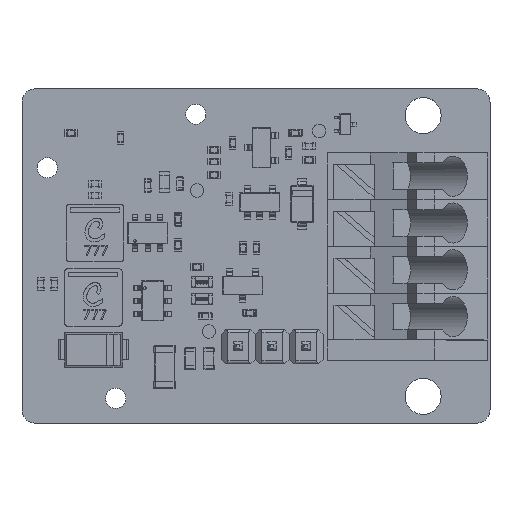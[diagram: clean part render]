
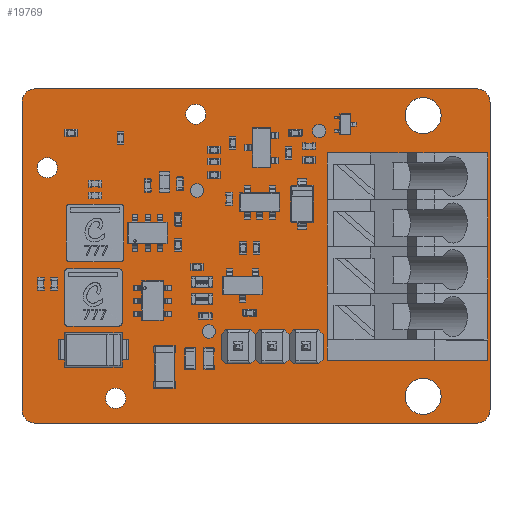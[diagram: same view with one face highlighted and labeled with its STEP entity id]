
A CAD part, top view. The second image highlights one B-rep face of the part: STEP entity #19769.
In plain terms, the highlighted planar face has unit normal (0, 0, 1).
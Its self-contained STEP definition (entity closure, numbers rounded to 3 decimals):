
#13723=FACE_OUTER_BOUND($,#15982,.F.);
#13733=FACE_OUTER_BOUND($,#15992,.T.);
#13737=FACE_OUTER_BOUND($,#15996,.T.);
#13741=FACE_OUTER_BOUND($,#16000,.T.);
#13745=FACE_OUTER_BOUND($,#16004,.T.);
#13749=FACE_OUTER_BOUND($,#16008,.T.);
#13753=FACE_OUTER_BOUND($,#16012,.T.);
#13757=FACE_OUTER_BOUND($,#16016,.T.);
#13761=FACE_OUTER_BOUND($,#16020,.T.);
#13765=FACE_OUTER_BOUND($,#16024,.T.);
#13769=FACE_OUTER_BOUND($,#16028,.T.);
#13773=FACE_OUTER_BOUND($,#16032,.T.);
#13777=FACE_OUTER_BOUND($,#16036,.T.);
#15982=EDGE_LOOP($,(#35186,#35187,#35188,#35189,#35190,#35191,#35192,#35193));
#15992=EDGE_LOOP($,(#35234,#35235));
#15996=EDGE_LOOP($,(#35246,#35247));
#16000=EDGE_LOOP($,(#35258,#35259));
#16004=EDGE_LOOP($,(#35270,#35271));
#16008=EDGE_LOOP($,(#35282,#35283));
#16012=EDGE_LOOP($,(#35294,#35295));
#16016=EDGE_LOOP($,(#35306,#35307));
#16020=EDGE_LOOP($,(#35318,#35319));
#16024=EDGE_LOOP($,(#35330,#35331));
#16028=EDGE_LOOP($,(#35342,#35343));
#16032=EDGE_LOOP($,(#35354,#35355));
#16036=EDGE_LOOP($,(#35366,#35367));
#18284=PLANE($,#31821);
#19769=ADVANCED_FACE($,(#13723,#13733,#13737,#13741,#13745,#13749,#13753,
#13757,#13761,#13765,#13769,#13773,#13777),#18284,.T.);
#22001=VECTOR($,#56474,23.);
#22002=VECTOR($,#56475,33.);
#22003=VECTOR($,#56476,23.);
#22004=VECTOR($,#56477,33.);
#26360=LINE($,#67263,#22001);
#26361=LINE($,#67265,#22002);
#26362=LINE($,#67267,#22003);
#26363=LINE($,#67269,#22004);
#30719=CIRCLE($,#31817,1.);
#30720=CIRCLE($,#31818,1.);
#30721=CIRCLE($,#31819,1.);
#30722=CIRCLE($,#31820,1.);
#30727=CIRCLE($,#31835,0.457);
#30728=CIRCLE($,#31836,0.457);
#30731=CIRCLE($,#31841,0.457);
#30732=CIRCLE($,#31842,0.457);
#30735=CIRCLE($,#31847,0.457);
#30736=CIRCLE($,#31848,0.457);
#30739=CIRCLE($,#31853,0.75);
#30740=CIRCLE($,#31854,0.75);
#30743=CIRCLE($,#31859,0.75);
#30744=CIRCLE($,#31860,0.75);
#30747=CIRCLE($,#31865,0.75);
#30748=CIRCLE($,#31866,0.75);
#30751=CIRCLE($,#31871,1.346);
#30752=CIRCLE($,#31872,1.346);
#30755=CIRCLE($,#31877,1.346);
#30756=CIRCLE($,#31878,1.346);
#30759=CIRCLE($,#31883,0.6);
#30760=CIRCLE($,#31884,0.6);
#30763=CIRCLE($,#31889,0.6);
#30764=CIRCLE($,#31890,0.6);
#30767=CIRCLE($,#31895,0.6);
#30768=CIRCLE($,#31896,0.6);
#30771=CIRCLE($,#31901,0.6);
#30772=CIRCLE($,#31902,0.6);
#31817=AXIS2_PLACEMENT_3D($,#67271,#56471,$);
#31818=AXIS2_PLACEMENT_3D($,#67272,#56471,$);
#31819=AXIS2_PLACEMENT_3D($,#67273,#56471,$);
#31820=AXIS2_PLACEMENT_3D($,#67274,#56471,$);
#31821=AXIS2_PLACEMENT_3D($,#67263,#56471,$);
#31835=AXIS2_PLACEMENT_3D($,#67295,#56471,$);
#31836=AXIS2_PLACEMENT_3D($,#67296,#56471,$);
#31841=AXIS2_PLACEMENT_3D($,#67307,#56471,$);
#31842=AXIS2_PLACEMENT_3D($,#67308,#56471,$);
#31847=AXIS2_PLACEMENT_3D($,#67319,#56471,$);
#31848=AXIS2_PLACEMENT_3D($,#67320,#56471,$);
#31853=AXIS2_PLACEMENT_3D($,#67331,#56471,$);
#31854=AXIS2_PLACEMENT_3D($,#67332,#56471,$);
#31859=AXIS2_PLACEMENT_3D($,#67343,#56471,$);
#31860=AXIS2_PLACEMENT_3D($,#67344,#56471,$);
#31865=AXIS2_PLACEMENT_3D($,#67355,#56471,$);
#31866=AXIS2_PLACEMENT_3D($,#67356,#56471,$);
#31871=AXIS2_PLACEMENT_3D($,#67367,#56471,$);
#31872=AXIS2_PLACEMENT_3D($,#67368,#56471,$);
#31877=AXIS2_PLACEMENT_3D($,#67379,#56471,$);
#31878=AXIS2_PLACEMENT_3D($,#67380,#56471,$);
#31883=AXIS2_PLACEMENT_3D($,#67391,#56471,$);
#31884=AXIS2_PLACEMENT_3D($,#67392,#56471,$);
#31889=AXIS2_PLACEMENT_3D($,#67403,#56471,$);
#31890=AXIS2_PLACEMENT_3D($,#67404,#56471,$);
#31895=AXIS2_PLACEMENT_3D($,#67415,#56471,$);
#31896=AXIS2_PLACEMENT_3D($,#67416,#56471,$);
#31901=AXIS2_PLACEMENT_3D($,#67427,#56471,$);
#31902=AXIS2_PLACEMENT_3D($,#67428,#56471,$);
#35186=ORIENTED_EDGE($,*,*,#46730,.T.);
#35187=ORIENTED_EDGE($,*,*,#46731,.T.);
#35188=ORIENTED_EDGE($,*,*,#46732,.T.);
#35189=ORIENTED_EDGE($,*,*,#46733,.T.);
#35190=ORIENTED_EDGE($,*,*,#46734,.T.);
#35191=ORIENTED_EDGE($,*,*,#46735,.T.);
#35192=ORIENTED_EDGE($,*,*,#46736,.T.);
#35193=ORIENTED_EDGE($,*,*,#46737,.T.);
#35234=ORIENTED_EDGE($,*,*,#46755,.T.);
#35235=ORIENTED_EDGE($,*,*,#46756,.T.);
#35246=ORIENTED_EDGE($,*,*,#46762,.T.);
#35247=ORIENTED_EDGE($,*,*,#46763,.T.);
#35258=ORIENTED_EDGE($,*,*,#46769,.T.);
#35259=ORIENTED_EDGE($,*,*,#46770,.T.);
#35270=ORIENTED_EDGE($,*,*,#46776,.T.);
#35271=ORIENTED_EDGE($,*,*,#46777,.T.);
#35282=ORIENTED_EDGE($,*,*,#46783,.T.);
#35283=ORIENTED_EDGE($,*,*,#46784,.T.);
#35294=ORIENTED_EDGE($,*,*,#46790,.T.);
#35295=ORIENTED_EDGE($,*,*,#46791,.T.);
#35306=ORIENTED_EDGE($,*,*,#46797,.T.);
#35307=ORIENTED_EDGE($,*,*,#46798,.T.);
#35318=ORIENTED_EDGE($,*,*,#46804,.T.);
#35319=ORIENTED_EDGE($,*,*,#46805,.T.);
#35330=ORIENTED_EDGE($,*,*,#46811,.T.);
#35331=ORIENTED_EDGE($,*,*,#46812,.T.);
#35342=ORIENTED_EDGE($,*,*,#46818,.T.);
#35343=ORIENTED_EDGE($,*,*,#46819,.T.);
#35354=ORIENTED_EDGE($,*,*,#46825,.T.);
#35355=ORIENTED_EDGE($,*,*,#46826,.T.);
#35366=ORIENTED_EDGE($,*,*,#46832,.T.);
#35367=ORIENTED_EDGE($,*,*,#46833,.T.);
#46730=EDGE_CURVE($,#52515,#52516,#30719,.F.);
#46731=EDGE_CURVE($,#52516,#52517,#26360,.T.);
#46732=EDGE_CURVE($,#52517,#52518,#30720,.F.);
#46733=EDGE_CURVE($,#52518,#52519,#26361,.T.);
#46734=EDGE_CURVE($,#52519,#52520,#30721,.F.);
#46735=EDGE_CURVE($,#52520,#52521,#26362,.T.);
#46736=EDGE_CURVE($,#52521,#52522,#30722,.F.);
#46737=EDGE_CURVE($,#52522,#52515,#26363,.T.);
#46755=EDGE_CURVE($,#52533,#52534,#30727,.F.);
#46756=EDGE_CURVE($,#52534,#52533,#30728,.F.);
#46762=EDGE_CURVE($,#52539,#52540,#30731,.F.);
#46763=EDGE_CURVE($,#52540,#52539,#30732,.F.);
#46769=EDGE_CURVE($,#52545,#52546,#30735,.F.);
#46770=EDGE_CURVE($,#52546,#52545,#30736,.F.);
#46776=EDGE_CURVE($,#52551,#52552,#30739,.F.);
#46777=EDGE_CURVE($,#52552,#52551,#30740,.F.);
#46783=EDGE_CURVE($,#52557,#52558,#30743,.F.);
#46784=EDGE_CURVE($,#52558,#52557,#30744,.F.);
#46790=EDGE_CURVE($,#52563,#52564,#30747,.F.);
#46791=EDGE_CURVE($,#52564,#52563,#30748,.F.);
#46797=EDGE_CURVE($,#52569,#52570,#30751,.F.);
#46798=EDGE_CURVE($,#52570,#52569,#30752,.F.);
#46804=EDGE_CURVE($,#52575,#52576,#30755,.F.);
#46805=EDGE_CURVE($,#52576,#52575,#30756,.F.);
#46811=EDGE_CURVE($,#52581,#52582,#30759,.F.);
#46812=EDGE_CURVE($,#52582,#52581,#30760,.F.);
#46818=EDGE_CURVE($,#52587,#52588,#30763,.F.);
#46819=EDGE_CURVE($,#52588,#52587,#30764,.F.);
#46825=EDGE_CURVE($,#52593,#52594,#30767,.F.);
#46826=EDGE_CURVE($,#52594,#52593,#30768,.F.);
#46832=EDGE_CURVE($,#52599,#52600,#30771,.F.);
#46833=EDGE_CURVE($,#52600,#52599,#30772,.F.);
#52515=VERTEX_POINT($,#67262);
#52516=VERTEX_POINT($,#67263);
#52517=VERTEX_POINT($,#67264);
#52518=VERTEX_POINT($,#67265);
#52519=VERTEX_POINT($,#67266);
#52520=VERTEX_POINT($,#67267);
#52521=VERTEX_POINT($,#67268);
#52522=VERTEX_POINT($,#67269);
#52533=VERTEX_POINT($,#67292);
#52534=VERTEX_POINT($,#67293);
#52539=VERTEX_POINT($,#67304);
#52540=VERTEX_POINT($,#67305);
#52545=VERTEX_POINT($,#67316);
#52546=VERTEX_POINT($,#67317);
#52551=VERTEX_POINT($,#67328);
#52552=VERTEX_POINT($,#67329);
#52557=VERTEX_POINT($,#67340);
#52558=VERTEX_POINT($,#67341);
#52563=VERTEX_POINT($,#67352);
#52564=VERTEX_POINT($,#67353);
#52569=VERTEX_POINT($,#67364);
#52570=VERTEX_POINT($,#67365);
#52575=VERTEX_POINT($,#67376);
#52576=VERTEX_POINT($,#67377);
#52581=VERTEX_POINT($,#67388);
#52582=VERTEX_POINT($,#67389);
#52587=VERTEX_POINT($,#67400);
#52588=VERTEX_POINT($,#67401);
#52593=VERTEX_POINT($,#67412);
#52594=VERTEX_POINT($,#67413);
#52599=VERTEX_POINT($,#67424);
#52600=VERTEX_POINT($,#67425);
#56471=DIRECTION($,(0.,0.,1.));
#56474=DIRECTION($,(0.,-1.,0.));
#56475=DIRECTION($,(-1.,0.,0.));
#56476=DIRECTION($,(0.,1.,0.));
#56477=DIRECTION($,(1.,0.,0.));
#67262=CARTESIAN_POINT('',(34.,25.,0.));
#67263=CARTESIAN_POINT('',(35.,24.,0.));
#67264=CARTESIAN_POINT('',(35.,1.,0.));
#67265=CARTESIAN_POINT('',(34.,0.,0.));
#67266=CARTESIAN_POINT('',(1.,0.,0.));
#67267=CARTESIAN_POINT('',(0.,1.,0.));
#67268=CARTESIAN_POINT('',(0.,24.,0.));
#67269=CARTESIAN_POINT('',(1.,25.,0.));
#67271=CARTESIAN_POINT('',(34.,24.,0.));
#67272=CARTESIAN_POINT('',(34.,1.,0.));
#67273=CARTESIAN_POINT('',(1.,1.,0.));
#67274=CARTESIAN_POINT('',(1.,24.,0.));
#67292=CARTESIAN_POINT('',(16.637,5.715,0.));
#67293=CARTESIAN_POINT('',(15.723,5.715,0.));
#67295=CARTESIAN_POINT('',(16.18,5.715,0.));
#67296=CARTESIAN_POINT('',(16.18,5.715,0.));
#67304=CARTESIAN_POINT('',(19.177,5.715,0.));
#67305=CARTESIAN_POINT('',(18.263,5.715,0.));
#67307=CARTESIAN_POINT('',(18.72,5.715,0.));
#67308=CARTESIAN_POINT('',(18.72,5.715,0.));
#67316=CARTESIAN_POINT('',(21.717,5.715,0.));
#67317=CARTESIAN_POINT('',(20.803,5.715,0.));
#67319=CARTESIAN_POINT('',(21.26,5.715,0.));
#67320=CARTESIAN_POINT('',(21.26,5.715,0.));
#67328=CARTESIAN_POINT('',(2.65,19.1,0.));
#67329=CARTESIAN_POINT('',(1.15,19.1,0.));
#67331=CARTESIAN_POINT('',(1.9,19.1,0.));
#67332=CARTESIAN_POINT('',(1.9,19.1,0.));
#67340=CARTESIAN_POINT('',(13.75,23.1,0.));
#67341=CARTESIAN_POINT('',(12.25,23.1,0.));
#67343=CARTESIAN_POINT('',(13.,23.1,0.));
#67344=CARTESIAN_POINT('',(13.,23.1,0.));
#67352=CARTESIAN_POINT('',(7.75,1.85,0.));
#67353=CARTESIAN_POINT('',(6.25,1.85,0.));
#67355=CARTESIAN_POINT('',(7.,1.85,0.));
#67356=CARTESIAN_POINT('',(7.,1.85,0.));
#67364=CARTESIAN_POINT('',(31.346,2.,0.));
#67365=CARTESIAN_POINT('',(28.654,2.,0.));
#67367=CARTESIAN_POINT('',(30.,2.,0.));
#67368=CARTESIAN_POINT('',(30.,2.,0.));
#67376=CARTESIAN_POINT('',(31.346,23.,0.));
#67377=CARTESIAN_POINT('',(28.654,23.,0.));
#67379=CARTESIAN_POINT('',(30.,23.,0.));
#67380=CARTESIAN_POINT('',(30.,23.,0.));
#67388=CARTESIAN_POINT('',(30.729,7.948,0.));
#67389=CARTESIAN_POINT('',(29.529,7.948,0.));
#67391=CARTESIAN_POINT('',(30.129,7.948,0.));
#67392=CARTESIAN_POINT('',(30.129,7.948,0.));
#67400=CARTESIAN_POINT('',(25.729,11.448,0.));
#67401=CARTESIAN_POINT('',(24.529,11.448,0.));
#67403=CARTESIAN_POINT('',(25.129,11.448,0.));
#67404=CARTESIAN_POINT('',(25.129,11.448,0.));
#67412=CARTESIAN_POINT('',(30.729,14.949,0.));
#67413=CARTESIAN_POINT('',(29.529,14.949,0.));
#67415=CARTESIAN_POINT('',(30.129,14.949,0.));
#67416=CARTESIAN_POINT('',(30.129,14.949,0.));
#67424=CARTESIAN_POINT('',(25.729,18.449,0.));
#67425=CARTESIAN_POINT('',(24.529,18.449,0.));
#67427=CARTESIAN_POINT('',(25.129,18.449,0.));
#67428=CARTESIAN_POINT('',(25.129,18.449,0.));
